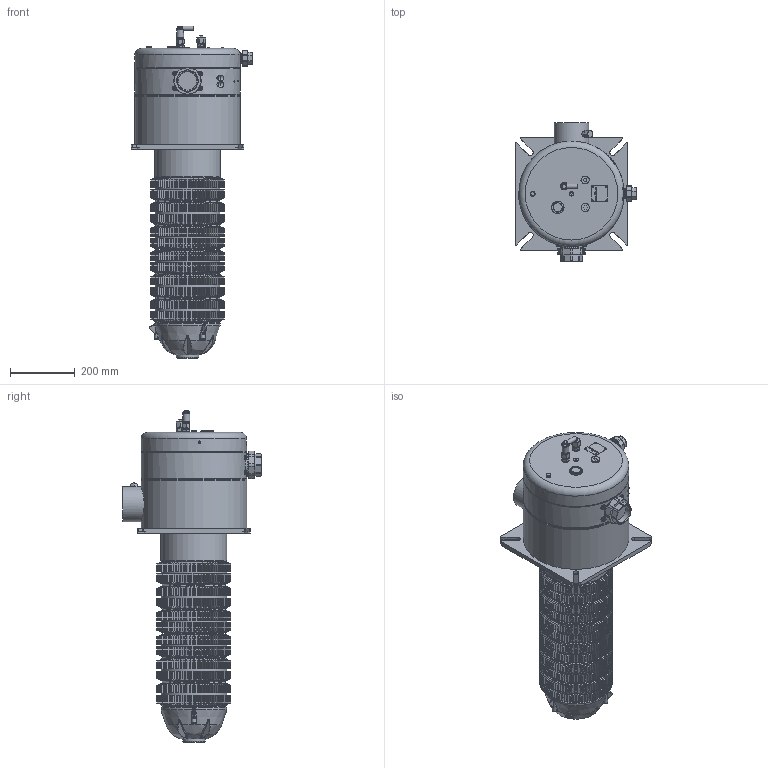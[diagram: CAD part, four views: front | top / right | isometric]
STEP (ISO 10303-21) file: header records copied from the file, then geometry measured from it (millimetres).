
FILE_DESCRIPTION(/* description */ (''),/* implementation_level */ '2;1');
FILE_NAME(/* name */ 'CAD00015104_Shrinkwrap_1.stp',/* time_stamp */ '2020-08-12T14:54:47+02:00',/* author */ ('s.wolff'),/* organization */ (''),/* preprocessor_version */ 'ST-DEVELOPER v18',/* originating_system */ 'Autodesk Inventor 2020',/* authorisation */ '');
FILE_SCHEMA (('AUTOMOTIVE_DESIGN { 1 0 10303 214 3 1 1 }'));
Products named in the file (1): CAD00015104_Shrinkwrap_1
Bounding box: 376.7 x 428.6 x 1026.4 mm (x, y, z)
Volume: 46044273.2 mm3; surface area: 2028939.8 mm2
Topology: 2 solids, 2 shells, 6664 faces, 16501 edges, 10926 vertices
Faces by surface type: plane 4645, cone 1193, bspline 437, cylinder 333, torus 44, sphere 12
Full cylindrical faces by diameter (mm): 0.5 x1, 4.5 x1, 4.918 x2, 5 x4, 9 x5, 10 x6, 11.4 x1, 13 x4, 13.4 x1, 14 x2, 15 x1, 15.6 x1, 16.6 x1, 17 x1, 17.5 x4, 17.6 x1, 21.5 x1, 21.8 x1, 22 x1, 25.9 x1, 26 x1, 30.291 x1, 30.5 x2, 38 x1, 38.9 x1, 56.656 x1, 60 x1, 70 x3, 85 x1, 106 x1
Entity records: 208134 total; most frequent: CARTESIAN_POINT 52801, ORIENTED_EDGE 32974, DIRECTION 27710, EDGE_CURVE 16487, VERTEX_POINT 10927, AXIS2_PLACEMENT_3D 9377, LINE 8956, VECTOR 8956
